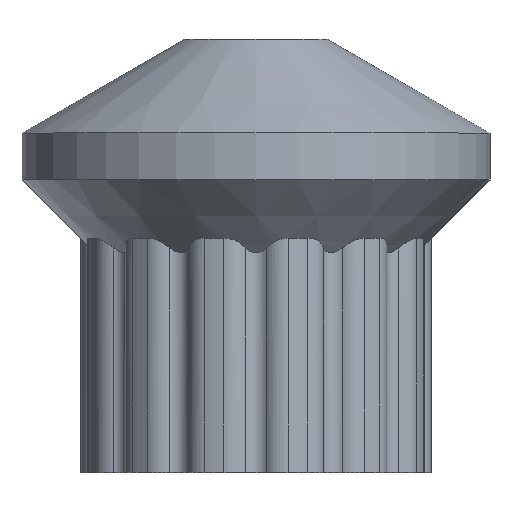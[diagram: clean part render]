
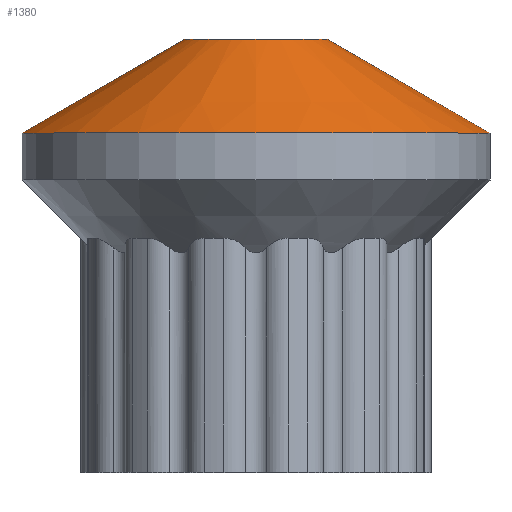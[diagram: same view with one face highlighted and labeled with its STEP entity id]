
A CAD part, top view. The second image highlights one B-rep face of the part: STEP entity #1380.
In plain terms, the highlighted conical face has half-angle 60 degrees and reference radius 12.2 mm.
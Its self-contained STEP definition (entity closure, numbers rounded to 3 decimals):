
#194 = DIRECTION ( 'NONE',  ( 0., -1., 0. ) ) ;
#319 = ORIENTED_EDGE ( 'NONE', *, *, #2552, .F. ) ;
#334 = DIRECTION ( 'NONE',  ( 0.866, -0.5, 0. ) ) ;
#471 = CIRCLE ( 'NONE', #2446, 40. ) ;
#480 = VERTEX_POINT ( 'NONE', #1359 ) ;
#499 = LINE ( 'NONE', #1680, #1670 ) ;
#535 = EDGE_CURVE ( 'NONE', #480, #2754, #499, .T. ) ;
#574 = VERTEX_POINT ( 'NONE', #976 ) ;
#613 = AXIS2_PLACEMENT_3D ( 'NONE', #1336, #194, #2702 ) ;
#636 = CARTESIAN_POINT ( 'NONE',  ( -3.375, -114.75, 20. ) ) ;
#753 = VECTOR ( 'NONE', #334, 1000. ) ;
#976 = CARTESIAN_POINT ( 'NONE',  ( 8.825, -114.75, 20. ) ) ;
#1229 = LINE ( 'NONE', #2137, #753 ) ;
#1336 = CARTESIAN_POINT ( 'NONE',  ( -3.375, -114.75, 20. ) ) ;
#1359 = CARTESIAN_POINT ( 'NONE',  ( -15.575, -114.75, 20. ) ) ;
#1380 = ADVANCED_FACE ( 'NONE', ( #2700 ), #1523, .T. ) ;
#1382 = DIRECTION ( 'NONE',  ( -1., 0., 0. ) ) ;
#1385 = EDGE_LOOP ( 'NONE', ( #2409, #2215, #1896, #319 ) ) ;
#1503 = CARTESIAN_POINT ( 'NONE',  ( 36.625, -130.8, 20. ) ) ;
#1523 = CONICAL_SURFACE ( 'NONE', #2337, 12.2, 1.047 ) ;
#1613 = DIRECTION ( 'NONE',  ( 1., 0., 0. ) ) ;
#1670 = VECTOR ( 'NONE', #2110, 1000. ) ;
#1680 = CARTESIAN_POINT ( 'NONE',  ( -15.575, -114.75, 20. ) ) ;
#1750 = CARTESIAN_POINT ( 'NONE',  ( -43.375, -130.8, 20. ) ) ;
#1845 = CARTESIAN_POINT ( 'NONE',  ( -3.375, -130.8, 20. ) ) ;
#1896 = ORIENTED_EDGE ( 'NONE', *, *, #535, .T. ) ;
#1921 = EDGE_CURVE ( 'NONE', #574, #2453, #1229, .T. ) ;
#2110 = DIRECTION ( 'NONE',  ( -0.866, -0.5, 0. ) ) ;
#2137 = CARTESIAN_POINT ( 'NONE',  ( 8.825, -114.75, 20. ) ) ;
#2215 = ORIENTED_EDGE ( 'NONE', *, *, #2531, .T. ) ;
#2337 = AXIS2_PLACEMENT_3D ( 'NONE', #636, #2477, #1382 ) ;
#2409 = ORIENTED_EDGE ( 'NONE', *, *, #1921, .F. ) ;
#2446 = AXIS2_PLACEMENT_3D ( 'NONE', #1845, #2747, #1613 ) ;
#2453 = VERTEX_POINT ( 'NONE', #1503 ) ;
#2477 = DIRECTION ( 'NONE',  ( 0., -1., 0. ) ) ;
#2531 = EDGE_CURVE ( 'NONE', #574, #480, #2685, .T. ) ;
#2552 = EDGE_CURVE ( 'NONE', #2453, #2754, #471, .T. ) ;
#2685 = CIRCLE ( 'NONE', #613, 12.2 ) ;
#2700 = FACE_OUTER_BOUND ( 'NONE', #1385, .T. ) ;
#2702 = DIRECTION ( 'NONE',  ( 1., 0., 0. ) ) ;
#2747 = DIRECTION ( 'NONE',  ( 0., -1., 0. ) ) ;
#2754 = VERTEX_POINT ( 'NONE', #1750 ) ;
